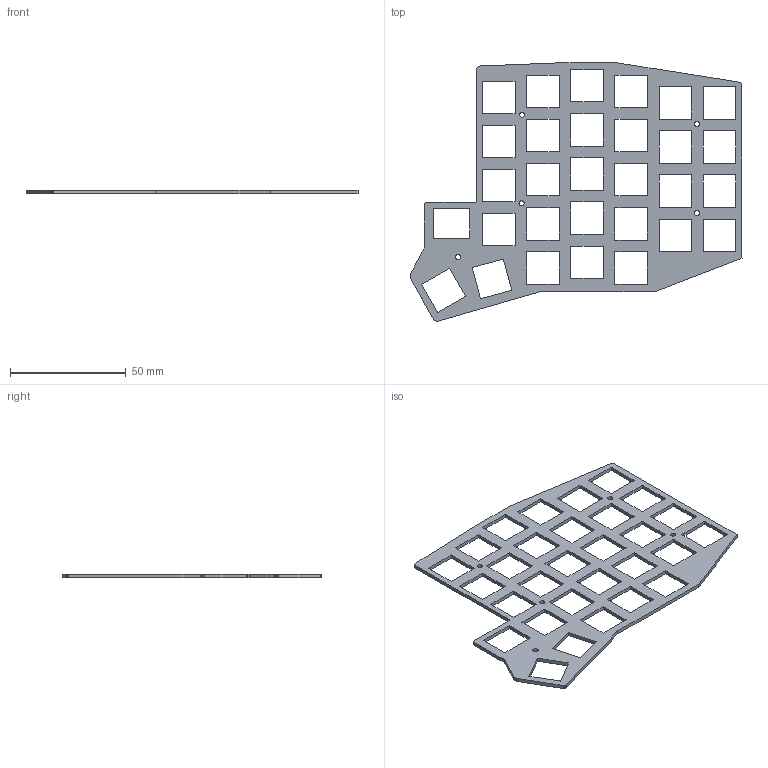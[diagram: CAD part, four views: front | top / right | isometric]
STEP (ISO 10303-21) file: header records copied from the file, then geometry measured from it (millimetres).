
FILE_DESCRIPTION(('KiCad electronic assembly'),'2;1');
FILE_NAME('SofleKeyboardTopPlate.step','2024-04-13T11:27:01',('Pcbnew'), ('Kicad'),'Open CASCADE STEP processor 7.7','KiCad to STEP converter', 'Unknown');
FILE_SCHEMA(('AUTOMOTIVE_DESIGN { 1 0 10303 214 1 1 1 1 }'));
Length unit declared in the file: millimetre
Products named in the file (2): SofleKeyboardTopPlate 1; _autosave-SofleKeyboardTopPlate_PCB
Assembly tree (1 placements, depth 2):
  SofleKeyboardTopPlate 1
    _autosave-SofleKeyboardTopPlate_PCB
Bounding box: 143.37 x 111.75 x 1.6 mm (x, y, z)
Volume: 9883.9 mm3; surface area: 15841.7 mm2
Topology: 1 solids, 1 shells, 165 faces, 489 edges, 326 vertices
Faces by surface type: plane 158, cylinder 7
Full cylindrical faces by diameter (mm): 2.2 x5
Entity records: 5594 total; most frequent: CARTESIAN_POINT 982, ORIENTED_EDGE 978, DIRECTION 837, EDGE_CURVE 489, LINE 475, VECTOR 475, VERTEX_POINT 326, FACE_BOUND 235
